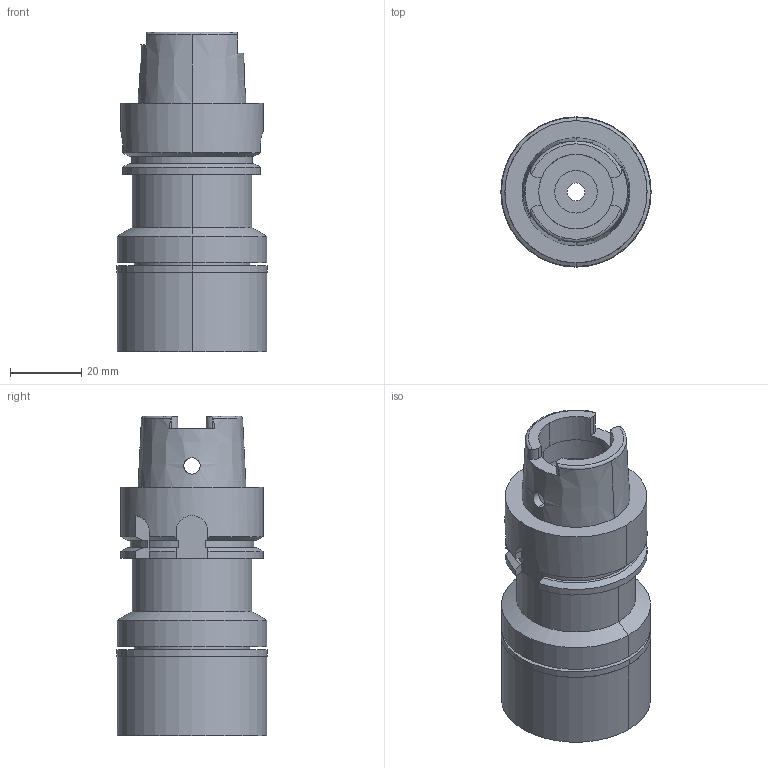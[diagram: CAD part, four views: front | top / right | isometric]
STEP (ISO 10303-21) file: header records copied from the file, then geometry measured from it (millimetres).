
FILE_DESCRIPTION (( 'STEP AP203' ), '1' );
FILE_NAME ('HSK-A40-MEGA13E-70.stp', '2019-07-02T18:50:41', ( '' ), ( '' ), 'SwSTEP 2.0', 'SolidWorks 2019', '' );
FILE_SCHEMA (( 'CONFIG_CONTROL_DESIGN' ));
Length unit declared in the file: millimetre
Products named in the file (7): HSK-A40-MEGA13E-70-120-FreeParts; HA40ME13070-120_ASM.stp; HSK-A40-MEGA13E-70_1.stp; MEN13_1.stp; HSK-A40-MEGA13E-70-120.stp; DXF_TEMP_ASSY_ASM_4_ASM.stp; HSK-A40-MEGA13E-70
Assembly tree (5 placements, depth 5):
  HSK-A40-MEGA13E-70-120-FreeParts
  HSK-A40-MEGA13E-70
    HSK-A40-MEGA13E-70-120.stp
      HA40ME13070-120_ASM.stp
        DXF_TEMP_ASSY_ASM_4_ASM.stp
          HSK-A40-MEGA13E-70_1.stp
          MEN13_1.stp
Bounding box: 42.3 x 42.3 x 90 mm (x, y, z)
Volume: 71998 mm3; surface area: 25008.2 mm2
Topology: 2 solids, 2 shells, 129 faces, 323 edges, 206 vertices
Faces by surface type: cylinder 58, plane 45, cone 22, torus 4
Entity records: 5418 total; most frequent: CARTESIAN_POINT 1564, DIRECTION 699, ORIENTED_EDGE 646, EDGE_CURVE 323, AXIS2_PLACEMENT_3D 276, VERTEX_POINT 206, VECTOR 147, LINE 147
